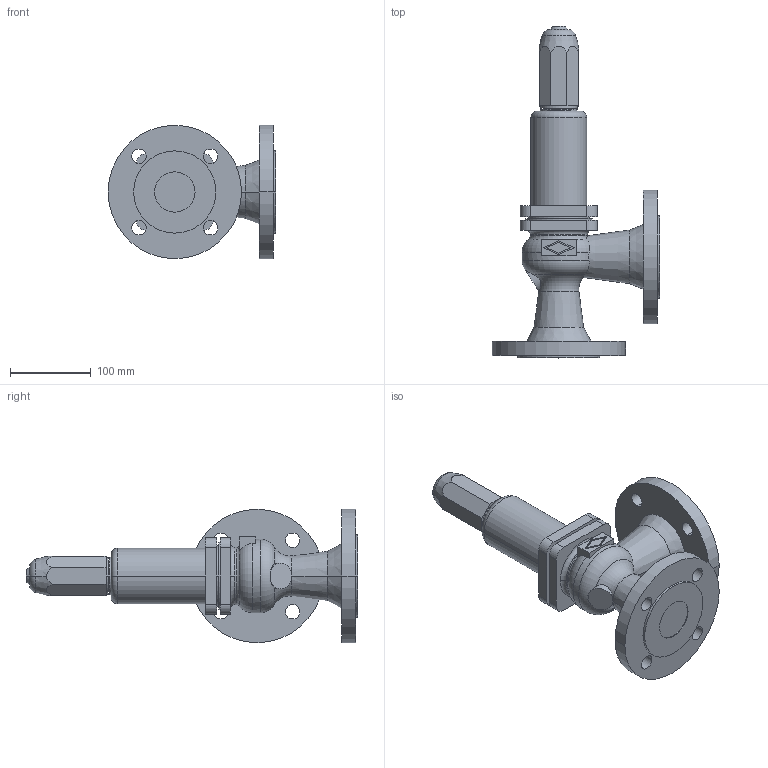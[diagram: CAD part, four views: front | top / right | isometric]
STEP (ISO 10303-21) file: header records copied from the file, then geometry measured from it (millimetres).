
FILE_DESCRIPTION(('Creo Elements/Direct Modeling STEP Export'),'2;1');
FILE_NAME('c000001741.stp','2013-12-03T 9:32:29',(''),(''),'Creo Elements/Direct Modeling STEP processor for AP214 (Solid Model)','Creo Elements/Direct Modeling 17.0D 15-Jul-2011 (C) Parametric Technology GmbH','');
FILE_SCHEMA(('AUTOMOTIVE_DESIGN { 1 0 10303 214 1 1 1 1 }'));
Length unit declared in the file: millimetre
Products named in the file (1): 1
Bounding box: 207.5 x 410.7 x 165 mm (x, y, z)
Volume: 2369898.8 mm3; surface area: 218989.9 mm2
Topology: 1 solids, 1 shells, 127 faces, 312 edges, 205 vertices
Faces by surface type: cylinder 53, plane 51, cone 12, torus 11
Entity records: 3714 total; most frequent: CARTESIAN_POINT 813, ORIENTED_EDGE 624, DIRECTION 566, EDGE_CURVE 312, AXIS2_PLACEMENT_3D 215, VERTEX_POINT 205, EDGE_LOOP 161, VECTOR 136
